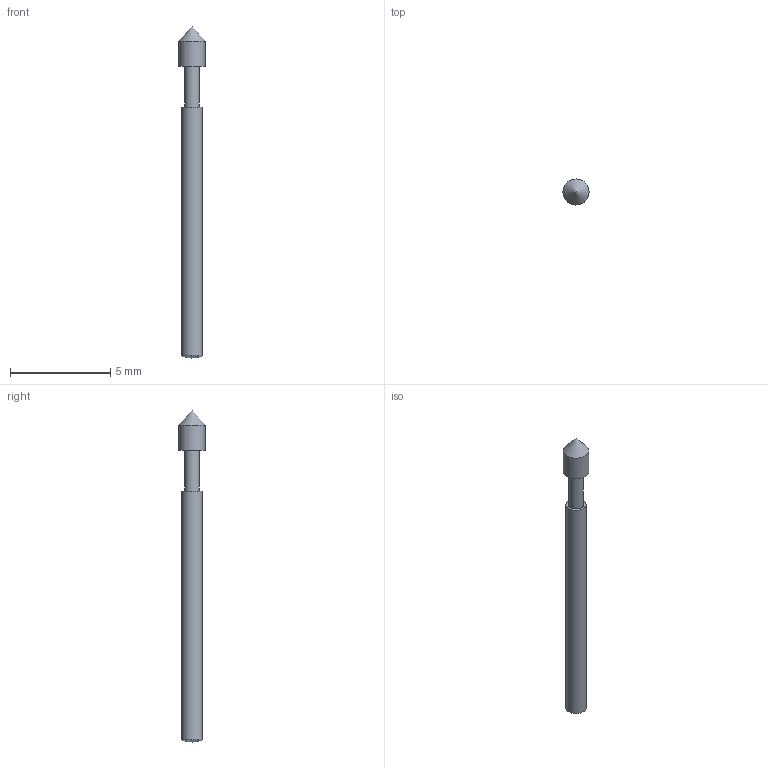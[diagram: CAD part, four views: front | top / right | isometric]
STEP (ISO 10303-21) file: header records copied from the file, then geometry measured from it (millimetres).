
FILE_DESCRIPTION(/* description */ (''),/* implementation_level */ '2;1');
FILE_NAME(/* name */ 'Pogo_pins_P75-E2.stp',/* time_stamp */ '2018-02-14T21:35:33+01:00',/* author */ (''),/* organization */ (''),/* preprocessor_version */ 'ST-DEVELOPER v16',/* originating_system */ 'SIEMENS PLM Software NX 11.0',/* authorisation */ '');
FILE_SCHEMA (('AUTOMOTIVE_DESIGN { 1 0 10303 214 3 1 1 1 }'));
Length unit declared in the file: millimetre
Products named in the file (1): Mare2E80B2145kn3
Bounding box: 1.3 x 1.3 x 16.54 mm (x, y, z)
Volume: 7.3 mm3; surface area: 84.4 mm2
Topology: 2 solids, 2 shells, 10 faces, 19 edges, 12 vertices
Faces by surface type: cylinder 4, plane 3, bspline 2, cone 1
Full cylindrical faces by diameter (mm): 0.74 x1, 0.77 x1, 1.02 x1, 1.3 x1
Entity records: 280 total; most frequent: CARTESIAN_POINT 84, DIRECTION 34, FACE_BOUND 18, AXIS2_PLACEMENT_3D 17, EDGE_LOOP 16, ORIENTED_EDGE 16, VERTEX_POINT 11, ADVANCED_FACE 10
